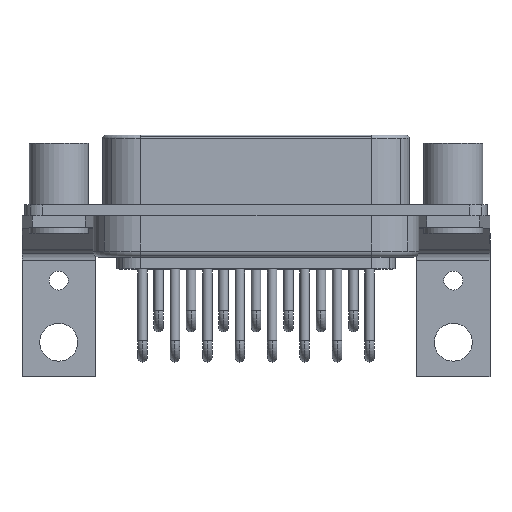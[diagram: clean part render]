
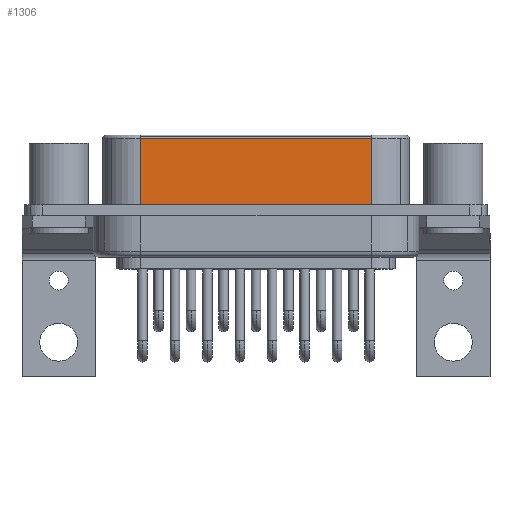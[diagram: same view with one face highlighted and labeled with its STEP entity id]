
A CAD part, top view. The second image highlights one B-rep face of the part: STEP entity #1306.
In plain terms, the highlighted planar face has unit normal (0, 0, 1).
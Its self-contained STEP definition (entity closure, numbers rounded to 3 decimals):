
#772=CARTESIAN_POINT('',(-9.75,11.57,11.8));
#773=VERTEX_POINT('',#772);
#781=CARTESIAN_POINT('',(-9.75,17.17,11.8));
#782=VERTEX_POINT('',#781);
#783=CARTESIAN_POINT('',(-9.75,11.57,11.8));
#784=DIRECTION('',(0.0,1.0,0.0));
#785=VECTOR('',#784,5.6);
#786=LINE('',#783,#785);
#787=EDGE_CURVE('',#773,#782,#786,.T.);
#1057=CARTESIAN_POINT('',(9.75,17.17,11.8));
#1058=VERTEX_POINT('',#1057);
#1059=CARTESIAN_POINT('',(-9.75,17.17,11.8));
#1060=DIRECTION('',(1.0,0.0,0.0));
#1061=VECTOR('',#1060,19.5);
#1062=LINE('',#1059,#1061);
#1063=EDGE_CURVE('',#782,#1058,#1062,.T.);
#1272=CARTESIAN_POINT('',(9.75,11.57,11.8));
#1273=VERTEX_POINT('',#1272);
#1274=CARTESIAN_POINT('',(9.75,11.57,11.8));
#1275=DIRECTION('',(0.0,1.0,0.0));
#1276=VECTOR('',#1275,5.6);
#1277=LINE('',#1274,#1276);
#1278=EDGE_CURVE('',#1273,#1058,#1277,.T.);
#1290=CARTESIAN_POINT('',(9.75,11.57,11.8));
#1291=DIRECTION('',(0.0,0.0,1.0));
#1292=DIRECTION('',(1.0,0.0,0.0));
#1293=AXIS2_PLACEMENT_3D('',#1290,#1291,#1292);
#1294=PLANE('',#1293);
#1295=ORIENTED_EDGE('',*,*,#1063,.F.);
#1296=ORIENTED_EDGE('',*,*,#787,.F.);
#1297=CARTESIAN_POINT('',(9.75,11.57,11.8));
#1298=DIRECTION('',(-1.0,0.0,0.0));
#1299=VECTOR('',#1298,19.5);
#1300=LINE('',#1297,#1299);
#1301=EDGE_CURVE('',#1273,#773,#1300,.T.);
#1302=ORIENTED_EDGE('',*,*,#1301,.F.);
#1303=ORIENTED_EDGE('',*,*,#1278,.T.);
#1304=EDGE_LOOP('',(#1295,#1296,#1302,#1303));
#1305=FACE_OUTER_BOUND('',#1304,.T.);
#1306=ADVANCED_FACE('',(#1305),#1294,.T.);
